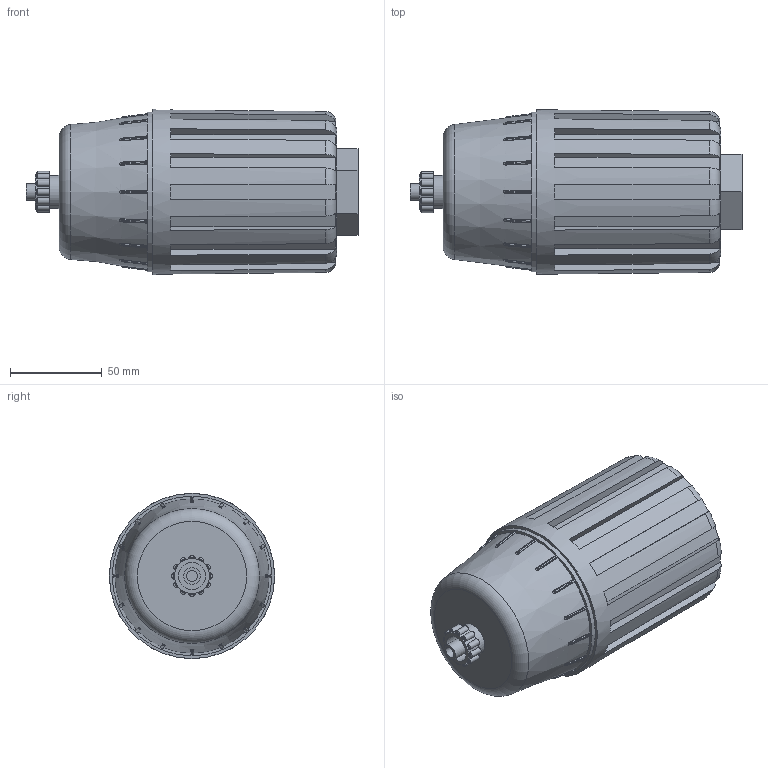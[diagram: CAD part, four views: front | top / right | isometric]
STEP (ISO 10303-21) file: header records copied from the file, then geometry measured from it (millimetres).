
FILE_DESCRIPTION(/* description */ ('Abluftentöler G 3/4"'),/* implementation_level */ '2;1');
FILE_NAME(/* name */ '60070826.stp',/* time_stamp */ '2021-08-06T16:31:51+02:00',/* author */ ('IBasyouni'),/* organization */ (''),/* preprocessor_version */ 'ST-DEVELOPER v18.1',/* originating_system */ 'Autodesk Inventor 2021',/* authorisation */ '');
FILE_SCHEMA (('AUTOMOTIVE_DESIGN { 1 0 10303 214 3 1 1 }'));
Length unit declared in the file: millimetre
Products named in the file (1): 60070826
Bounding box: 181 x 90 x 90 mm (x, y, z)
Volume: 788132.2 mm3; surface area: 75274 mm2
Topology: 1 solids, 1 shells, 314 faces, 839 edges, 537 vertices
Faces by surface type: plane 158, cylinder 103, torus 34, bspline 12, cone 7
Full cylindrical faces by diameter (mm): 4.134 x2, 6 x1, 9 x1, 15 x1, 18 x1, 19 x1, 24.117 x1, 35 x1, 70 x1, 87 x1
Entity records: 11275 total; most frequent: CARTESIAN_POINT 3425, ORIENTED_EDGE 1672, DIRECTION 1592, EDGE_CURVE 836, AXIS2_PLACEMENT_3D 622, VERTEX_POINT 537, LINE 348, VECTOR 348
